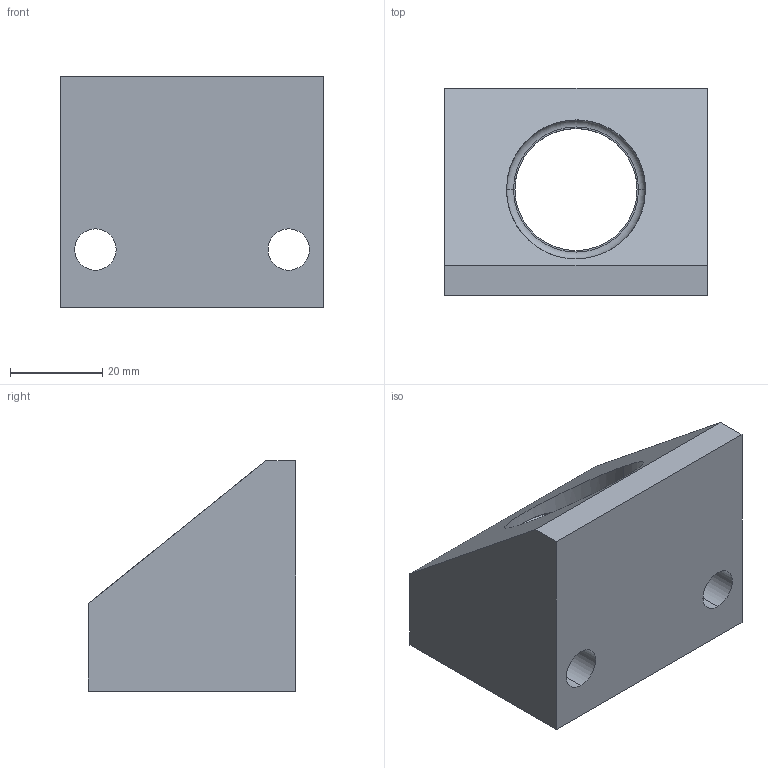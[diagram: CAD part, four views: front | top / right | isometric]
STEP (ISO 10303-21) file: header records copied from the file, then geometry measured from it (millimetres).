
FILE_DESCRIPTION((''),'2;1');
FILE_NAME('ILCM44022800','2007-11-13T',('KR'),(''),'PRO/ENGINEER BY PARAMETRIC TECHNOLOGY CORPORATION, 2005180','PRO/ENGINEER BY PARAMETRIC TECHNOLOGY CORPORATION, 2005180','');
FILE_SCHEMA(('AUTOMOTIVE_DESIGN_CC2 { 1 2 10303 214 -1 1 5 2 }'));
Length unit declared in the file: millimetre
Products named in the file (1): ILCM44022800
Bounding box: 57 x 44.98 x 49.99 mm (x, y, z)
Volume: 65261.4 mm3; surface area: 17145.8 mm2
Topology: 1 solids, 1 shells, 26 faces, 65 edges, 42 vertices
Faces by surface type: cylinder 10, plane 8, cone 6, torus 2
Entity records: 1155 total; most frequent: CARTESIAN_POINT 167, DIRECTION 147, ORIENTED_EDGE 130, COLOUR_RGB 106, PRESENTATION_STYLE_ASSIGNMENT 66, STYLED_ITEM 66, CURVE_STYLE 65, EDGE_CURVE 65
